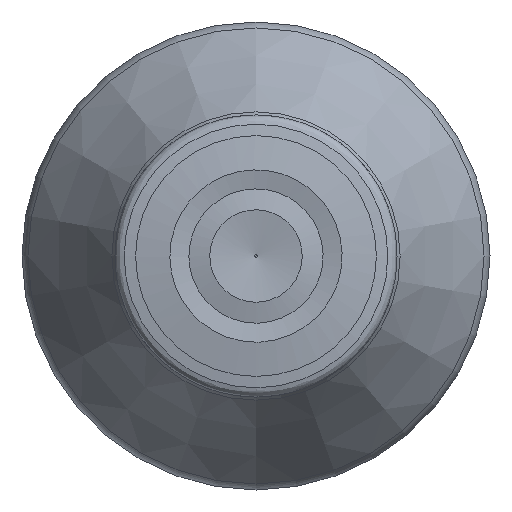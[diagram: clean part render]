
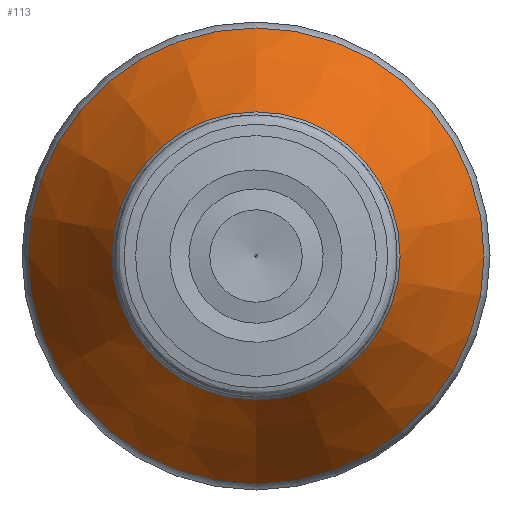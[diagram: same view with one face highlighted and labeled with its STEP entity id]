
A CAD part, left-side view. The second image highlights one B-rep face of the part: STEP entity #113.
In plain terms, the highlighted conical face has half-angle 31.139 degrees and reference radius 16.568 mm.
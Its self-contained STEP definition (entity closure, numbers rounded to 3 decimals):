
#92=CONICAL_SURFACE('',#438,16.568,31.139);
#113=ADVANCED_FACE('',(#166,#167),#92,.T.);
#166=FACE_BOUND('',#223,.T.);
#167=FACE_BOUND('',#224,.T.);
#223=EDGE_LOOP('',(#283));
#224=EDGE_LOOP('',(#284));
#283=ORIENTED_EDGE('',*,*,#359,.T.);
#284=ORIENTED_EDGE('',*,*,#358,.F.);
#328=VERTEX_POINT('',#633);
#329=VERTEX_POINT('',#636);
#358=EDGE_CURVE('',#328,#328,#388,.T.);
#359=EDGE_CURVE('',#329,#329,#389,.T.);
#388=CIRCLE('',#435,16.568);
#389=CIRCLE('',#437,10.47);
#435=AXIS2_PLACEMENT_3D('',#632,#519,#520);
#437=AXIS2_PLACEMENT_3D('',#635,#523,#524);
#438=AXIS2_PLACEMENT_3D('',#637,#525,#526);
#519=DIRECTION('',(1.,0.,0.));
#520=DIRECTION('',(0.,0.,1.));
#523=DIRECTION('',(1.,0.,0.));
#524=DIRECTION('',(0.,0.,1.));
#525=DIRECTION('',(1.,0.,0.));
#526=DIRECTION('',(0.,0.,-1.));
#632=CARTESIAN_POINT('',(56.285,0.,0.));
#633=CARTESIAN_POINT('',(56.285,0.,16.568));
#635=CARTESIAN_POINT('',(46.192,0.,0.));
#636=CARTESIAN_POINT('',(46.192,0.,10.47));
#637=CARTESIAN_POINT('',(56.285,0.,0.));
